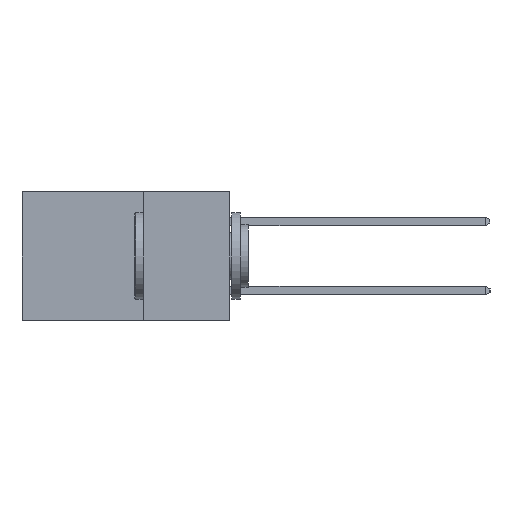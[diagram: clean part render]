
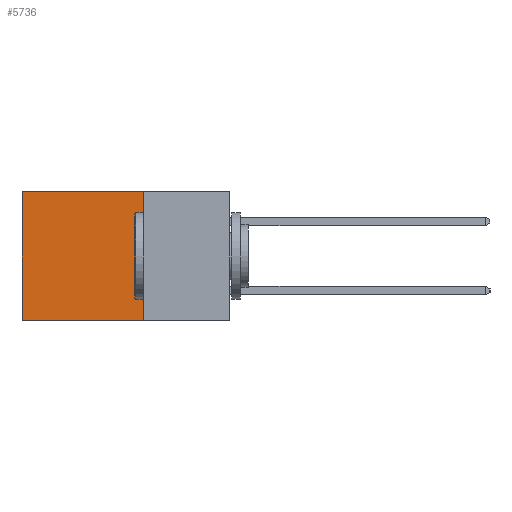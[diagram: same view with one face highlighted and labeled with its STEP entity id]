
A CAD part, left-side view. The second image highlights one B-rep face of the part: STEP entity #5736.
In plain terms, the highlighted planar face has unit normal (-1, 0, 0).
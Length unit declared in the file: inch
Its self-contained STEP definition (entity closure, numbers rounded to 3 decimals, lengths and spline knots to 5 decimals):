
#753 = CARTESIAN_POINT ( 'NONE',  ( 0.2615, 0.6, 0. ) ) ;
#813 = CARTESIAN_POINT ( 'NONE',  ( 0.2615, 0.6, -0.37 ) ) ;
#1190 = CARTESIAN_POINT ( 'NONE',  ( 0.2615, 0.6, -0.37 ) ) ;
#1464 = AXIS2_PLACEMENT_3D ( 'NONE', #2296, #8782, #3244 ) ;
#1536 = LINE ( 'NONE', #8483, #8992 ) ;
#1984 = EDGE_LOOP ( 'NONE', ( #4035, #11168, #2532, #4934 ) ) ;
#2243 = LINE ( 'NONE', #813, #9625 ) ;
#2296 = CARTESIAN_POINT ( 'NONE',  ( 0.2615, 0.25, -0.37 ) ) ;
#2380 = DIRECTION ( 'NONE',  ( 0., 1., 0. ) ) ;
#2532 = ORIENTED_EDGE ( 'NONE', *, *, #11648, .F. ) ;
#2912 = VERTEX_POINT ( 'NONE', #753 ) ;
#3244 = DIRECTION ( 'NONE',  ( 0., 0., -1. ) ) ;
#3479 = VERTEX_POINT ( 'NONE', #1190 ) ;
#3864 = CARTESIAN_POINT ( 'NONE',  ( 0.2615, 0.25, -0.37 ) ) ;
#4035 = ORIENTED_EDGE ( 'NONE', *, *, #7363, .T. ) ;
#4243 = CARTESIAN_POINT ( 'NONE',  ( 0.2615, 0.25, -0.37 ) ) ;
#4663 = EDGE_CURVE ( 'NONE', #7486, #2912, #1536, .T. ) ;
#4769 = DIRECTION ( 'NONE',  ( 0., 0., -1. ) ) ;
#4934 = ORIENTED_EDGE ( 'NONE', *, *, #4663, .T. ) ;
#5064 = VECTOR ( 'NONE', #2380, 39.37008 ) ;
#5736 = ADVANCED_FACE ( 'NONE', ( #9385 ), #11497, .F. ) ;
#5776 = LINE ( 'NONE', #3864, #7375 ) ;
#7194 = CARTESIAN_POINT ( 'NONE',  ( 0.2615, 0.25, -0.37 ) ) ;
#7363 = EDGE_CURVE ( 'NONE', #2912, #3479, #2243, .T. ) ;
#7375 = VECTOR ( 'NONE', #4769, 39.37008 ) ;
#7425 = DIRECTION ( 'NONE',  ( 0., 0., -1. ) ) ;
#7486 = VERTEX_POINT ( 'NONE', #10300 ) ;
#7835 = LINE ( 'NONE', #4243, #5064 ) ;
#8483 = CARTESIAN_POINT ( 'NONE',  ( 0.2615, 0.25, 0. ) ) ;
#8782 = DIRECTION ( 'NONE',  ( 1., 0., 0. ) ) ;
#8834 = DIRECTION ( 'NONE',  ( 0., 1., 0. ) ) ;
#8992 = VECTOR ( 'NONE', #8834, 39.37008 ) ;
#9385 = FACE_OUTER_BOUND ( 'NONE', #1984, .T. ) ;
#9625 = VECTOR ( 'NONE', #7425, 39.37008 ) ;
#10300 = CARTESIAN_POINT ( 'NONE',  ( 0.2615, 0.25, 0. ) ) ;
#10407 = VERTEX_POINT ( 'NONE', #7194 ) ;
#10967 = EDGE_CURVE ( 'NONE', #10407, #3479, #7835, .T. ) ;
#11168 = ORIENTED_EDGE ( 'NONE', *, *, #10967, .F. ) ;
#11497 = PLANE ( 'NONE',  #1464 ) ;
#11648 = EDGE_CURVE ( 'NONE', #7486, #10407, #5776, .T. ) ;
